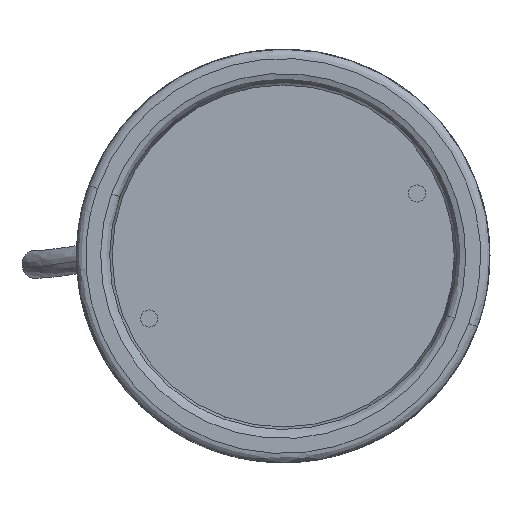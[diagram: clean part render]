
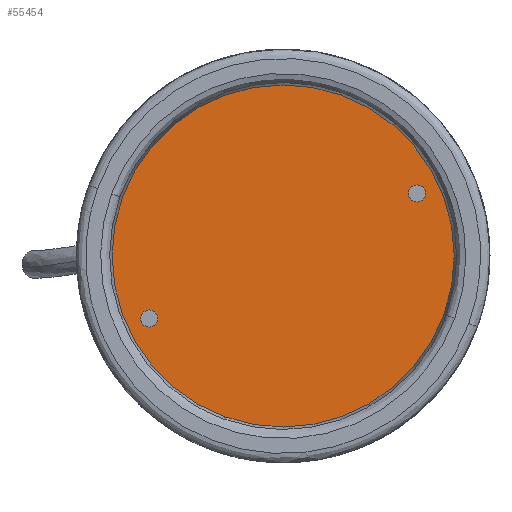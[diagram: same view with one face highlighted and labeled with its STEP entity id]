
A CAD part, front view. The second image highlights one B-rep face of the part: STEP entity #55454.
In plain terms, the highlighted planar face has unit normal (0, -1, 0).
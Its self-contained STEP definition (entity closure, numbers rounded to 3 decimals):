
#1645 = CIRCLE ( 'NONE', #23122, 2.75 ) ;
#1778 = CIRCLE ( 'NONE', #4327, 55. ) ;
#2430 = CARTESIAN_POINT ( 'NONE',  ( 30.838, 5.2, 33.588 ) ) ;
#2570 = EDGE_CURVE ( 'NONE', #76366, #45419, #1778, .T. ) ;
#3059 = DIRECTION ( 'NONE',  ( 1., 0., 0. ) ) ;
#4281 = CARTESIAN_POINT ( 'NONE',  ( -30.838, 5.2, -33.588 ) ) ;
#4327 = AXIS2_PLACEMENT_3D ( 'NONE', #30009, #37107, #11784 ) ;
#4529 = VERTEX_POINT ( 'NONE', #2430 ) ;
#5356 = CARTESIAN_POINT ( 'NONE',  ( 36.338, 5.2, 33.588 ) ) ;
#7267 = ORIENTED_EDGE ( 'NONE', *, *, #61709, .T. ) ;
#9021 = ORIENTED_EDGE ( 'NONE', *, *, #30215, .F. ) ;
#9839 = DIRECTION ( 'NONE',  ( 0., -1., 0. ) ) ;
#10060 = AXIS2_PLACEMENT_3D ( 'NONE', #63633, #15736, #27628 ) ;
#11565 = VERTEX_POINT ( 'NONE', #5356 ) ;
#11784 = DIRECTION ( 'NONE',  ( 0., 0., -1. ) ) ;
#15337 = DIRECTION ( 'NONE',  ( 0., -1., 0. ) ) ;
#15736 = DIRECTION ( 'NONE',  ( 0., -1., 0. ) ) ;
#16146 = CIRCLE ( 'NONE', #30054, 2.75 ) ;
#16816 = EDGE_LOOP ( 'NONE', ( #78221, #30549 ) ) ;
#21271 = FACE_BOUND ( 'NONE', #16816, .T. ) ;
#21665 = DIRECTION ( 'NONE',  ( 0., 1., 0. ) ) ;
#22048 = FACE_BOUND ( 'NONE', #31798, .T. ) ;
#22761 = CARTESIAN_POINT ( 'NONE',  ( 33.588, 5.2, 33.588 ) ) ;
#23122 = AXIS2_PLACEMENT_3D ( 'NONE', #22761, #71422, #41345 ) ;
#25152 = CIRCLE ( 'NONE', #39029, 2.75 ) ;
#25232 = CARTESIAN_POINT ( 'NONE',  ( 0., 5.2, 55. ) ) ;
#27628 = DIRECTION ( 'NONE',  ( 0., 0., -1. ) ) ;
#29155 = EDGE_LOOP ( 'NONE', ( #52226, #7267 ) ) ;
#30009 = CARTESIAN_POINT ( 'NONE',  ( 0., 5.2, 0. ) ) ;
#30054 = AXIS2_PLACEMENT_3D ( 'NONE', #64070, #9839, #58121 ) ;
#30215 = EDGE_CURVE ( 'NONE', #4529, #11565, #1645, .T. ) ;
#30549 = ORIENTED_EDGE ( 'NONE', *, *, #74808, .F. ) ;
#31146 = CARTESIAN_POINT ( 'NONE',  ( -36.338, 5.2, -33.588 ) ) ;
#31794 = EDGE_CURVE ( 'NONE', #49443, #62074, #73777, .T. ) ;
#31798 = EDGE_LOOP ( 'NONE', ( #71304, #9021 ) ) ;
#34445 = DIRECTION ( 'NONE',  ( 0., -1., 0. ) ) ;
#37107 = DIRECTION ( 'NONE',  ( 0., -1., 0. ) ) ;
#39029 = AXIS2_PLACEMENT_3D ( 'NONE', #41561, #34445, #65698 ) ;
#39073 = FACE_OUTER_BOUND ( 'NONE', #29155, .T. ) ;
#41345 = DIRECTION ( 'NONE',  ( 1., 0., 0. ) ) ;
#41561 = CARTESIAN_POINT ( 'NONE',  ( 33.588, 5.2, 33.588 ) ) ;
#41575 = CARTESIAN_POINT ( 'NONE',  ( 0., 5.2, -55. ) ) ;
#45419 = VERTEX_POINT ( 'NONE', #25232 ) ;
#45800 = PLANE ( 'NONE',  #47574 ) ;
#47574 = AXIS2_PLACEMENT_3D ( 'NONE', #50928, #21665, #57264 ) ;
#49443 = VERTEX_POINT ( 'NONE', #4281 ) ;
#50928 = CARTESIAN_POINT ( 'NONE',  ( -110., 5.2, -110. ) ) ;
#51002 = AXIS2_PLACEMENT_3D ( 'NONE', #74704, #15337, #3059 ) ;
#52226 = ORIENTED_EDGE ( 'NONE', *, *, #2570, .T. ) ;
#55454 = ADVANCED_FACE ( 'NONE', ( #22048, #21271, #39073 ), #45800, .F. ) ;
#57264 = DIRECTION ( 'NONE',  ( 0., 0., 1. ) ) ;
#58121 = DIRECTION ( 'NONE',  ( 1., 0., 0. ) ) ;
#61709 = EDGE_CURVE ( 'NONE', #45419, #76366, #61868, .T. ) ;
#61868 = CIRCLE ( 'NONE', #10060, 55. ) ;
#62074 = VERTEX_POINT ( 'NONE', #31146 ) ;
#63633 = CARTESIAN_POINT ( 'NONE',  ( 0., 5.2, 0. ) ) ;
#64070 = CARTESIAN_POINT ( 'NONE',  ( -33.588, 5.2, -33.588 ) ) ;
#65698 = DIRECTION ( 'NONE',  ( 1., 0., 0. ) ) ;
#71304 = ORIENTED_EDGE ( 'NONE', *, *, #76011, .F. ) ;
#71422 = DIRECTION ( 'NONE',  ( 0., -1., 0. ) ) ;
#73777 = CIRCLE ( 'NONE', #51002, 2.75 ) ;
#74704 = CARTESIAN_POINT ( 'NONE',  ( -33.588, 5.2, -33.588 ) ) ;
#74808 = EDGE_CURVE ( 'NONE', #62074, #49443, #16146, .T. ) ;
#76011 = EDGE_CURVE ( 'NONE', #11565, #4529, #25152, .T. ) ;
#76366 = VERTEX_POINT ( 'NONE', #41575 ) ;
#78221 = ORIENTED_EDGE ( 'NONE', *, *, #31794, .F. ) ;
